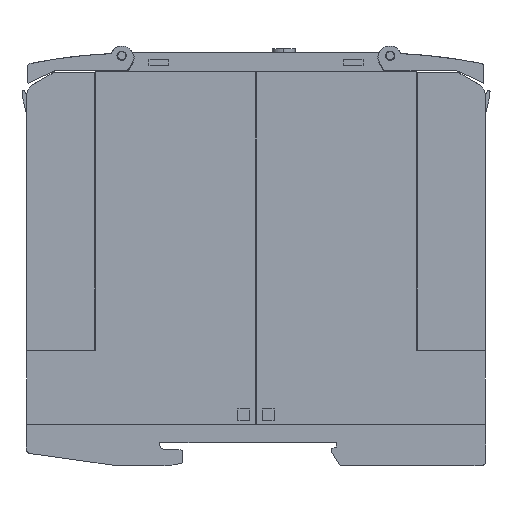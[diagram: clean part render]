
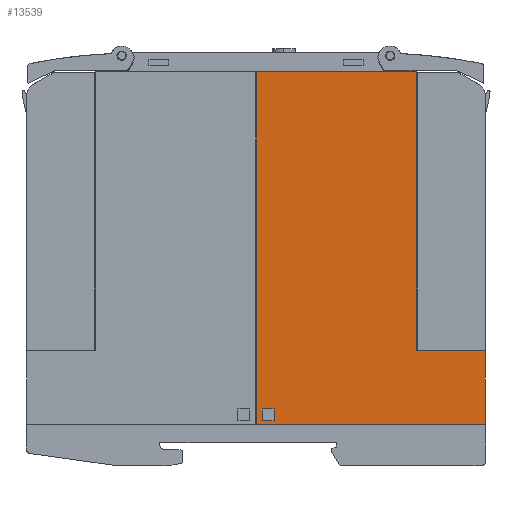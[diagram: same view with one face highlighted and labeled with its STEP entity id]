
A CAD part, left-side view. The second image highlights one B-rep face of the part: STEP entity #13539.
In plain terms, the highlighted planar face has unit normal (-1, 0, 0).
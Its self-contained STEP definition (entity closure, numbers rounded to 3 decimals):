
#13539=ADVANCED_FACE('',(#35545,#35546),#35547,.T.);
#18957=VERTEX_POINT('',#41034);
#18965=VERTEX_POINT('',#41042);
#18969=EDGE_CURVE('',#18957,#18965,#41046,.T.);
#19035=VERTEX_POINT('',#41112);
#19037=EDGE_CURVE('',#18965,#19035,#41114,.T.);
#29651=VERTEX_POINT('',#51728);
#29655=VERTEX_POINT('',#51732);
#29657=EDGE_CURVE('',#29655,#29651,#51734,.T.);
#29669=VERTEX_POINT('',#51746);
#29673=EDGE_CURVE('',#29651,#29669,#51750,.T.);
#29689=VERTEX_POINT('',#51766);
#29693=VERTEX_POINT('',#51770);
#29695=EDGE_CURVE('',#29689,#29693,#51772,.T.);
#29711=VERTEX_POINT('',#51788);
#29715=EDGE_CURVE('',#29669,#29711,#51792,.T.);
#29719=EDGE_CURVE('',#29711,#29655,#51796,.T.);
#29721=VERTEX_POINT('',#51798);
#29723=EDGE_CURVE('',#29721,#18957,#51800,.T.);
#29731=EDGE_CURVE('',#19035,#29693,#51808,.T.);
#29733=EDGE_CURVE('',#29689,#29721,#51810,.T.);
#35545=FACE_OUTER_BOUND('',#57612,.T.);
#35546=FACE_BOUND('',#57613,.T.);
#35547=PLANE('',#57614);
#41034=CARTESIAN_POINT('',(0.0,0.999,25.101));
#41042=CARTESIAN_POINT('',(0.0,16.099,25.101));
#41046=LINE('',#66623,#66624);
#41112=CARTESIAN_POINT('',(0.0,16.099,85.801));
#41114=LINE('',#66725,#66726);
#51728=CARTESIAN_POINT('',(0.0,46.999,12.401));
#51732=CARTESIAN_POINT('',(0.0,49.599,12.401));
#51734=LINE('',#83799,#83800);
#51746=CARTESIAN_POINT('',(0.0,46.999,9.801));
#51750=LINE('',#83827,#83828);
#51766=CARTESIAN_POINT('',(0.0,50.899,9.001));
#51770=CARTESIAN_POINT('',(0.0,50.899,85.801));
#51772=LINE('',#83859,#83860);
#51788=CARTESIAN_POINT('',(0.0,49.599,9.801));
#51792=LINE('',#83891,#83892);
#51796=LINE('',#83899,#83900);
#51798=CARTESIAN_POINT('',(0.0,0.999,9.001));
#51800=LINE('',#83905,#83906);
#51808=LINE('',#83919,#83920);
#51810=LINE('',#83923,#83924);
#57612=EDGE_LOOP('',(#101156,#101157,#101158,#101159,#101160,#101161));
#57613=EDGE_LOOP('',(#101162,#101163,#101164,#101165));
#57614=AXIS2_PLACEMENT_3D('',#101166,#101167,#101168);
#66623=CARTESIAN_POINT('',(0.0,4.749,25.101));
#66624=VECTOR('',#103834,1.0);
#66725=CARTESIAN_POINT('',(0.0,16.099,32.226));
#66726=VECTOR('',#103851,1.0);
#83799=CARTESIAN_POINT('',(0.0,24.649,12.401));
#83800=VECTOR('',#107892,1.0);
#83827=CARTESIAN_POINT('',(0.0,46.999,10.051));
#83828=VECTOR('',#107898,1.0);
#83859=CARTESIAN_POINT('',(0.0,50.899,9.001));
#83860=VECTOR('',#107903,1.0);
#83891=CARTESIAN_POINT('',(0.0,24.649,9.801));
#83892=VECTOR('',#107909,1.0);
#83899=CARTESIAN_POINT('',(0.0,49.599,10.051));
#83900=VECTOR('',#107911,1.0);
#83905=CARTESIAN_POINT('',(0.0,0.999,9.001));
#83906=VECTOR('',#107912,1.0);
#83919=CARTESIAN_POINT('',(0.0,50.899,85.801));
#83920=VECTOR('',#107915,1.0);
#83923=CARTESIAN_POINT('',(0.0,50.899,9.001));
#83924=VECTOR('',#107916,1.0);
#101156=ORIENTED_EDGE('',*,*,#18969,.T.);
#101157=ORIENTED_EDGE('',*,*,#19037,.T.);
#101158=ORIENTED_EDGE('',*,*,#29731,.T.);
#101159=ORIENTED_EDGE('',*,*,#29695,.F.);
#101160=ORIENTED_EDGE('',*,*,#29733,.T.);
#101161=ORIENTED_EDGE('',*,*,#29723,.T.);
#101162=ORIENTED_EDGE('',*,*,#29719,.T.);
#101163=ORIENTED_EDGE('',*,*,#29657,.T.);
#101164=ORIENTED_EDGE('',*,*,#29673,.T.);
#101165=ORIENTED_EDGE('',*,*,#29715,.T.);
#101166=CARTESIAN_POINT('',(0.0,0.999,9.001));
#101167=DIRECTION('',(-1.0,0.0,0.0));
#101168=DIRECTION('',(0.0,1.0,0.0));
#103834=DIRECTION('',(0.0,1.0,0.0));
#103851=DIRECTION('',(0.0,-0.0,1.0));
#107892=DIRECTION('',(0.0,-1.0,0.0));
#107898=DIRECTION('',(0.0,0.0,-1.0));
#107903=DIRECTION('',(0.0,0.0,1.0));
#107909=DIRECTION('',(0.0,1.0,0.0));
#107911=DIRECTION('',(0.0,-0.0,1.0));
#107912=DIRECTION('',(0.0,0.0,1.0));
#107915=DIRECTION('',(0.0,1.0,0.0));
#107916=DIRECTION('',(0.0,-1.0,0.0));
